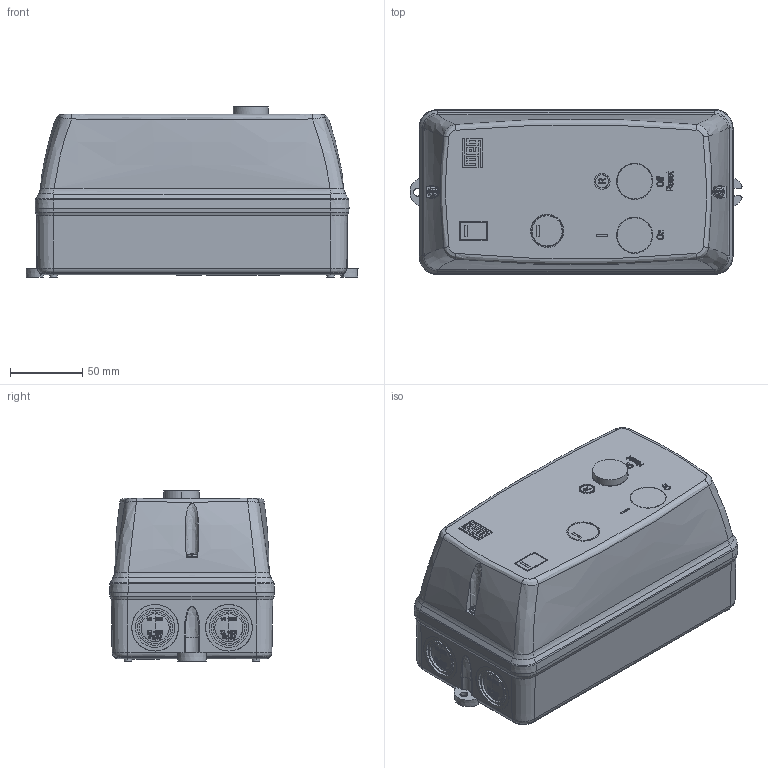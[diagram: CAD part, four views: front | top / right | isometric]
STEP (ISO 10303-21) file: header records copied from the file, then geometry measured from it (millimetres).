
FILE_DESCRIPTION (( 'STEP AP203' ), '1' );
FILE_NAME ('PESW-B38V24AX-R69.step', '2020-08-11T11:47:30', ( '' ), ( '' ), 'SwSTEP 2.0', 'SolidWorks 2019', '' );
FILE_SCHEMA (( 'CONFIG_CONTROL_DESIGN' ));
Products named in the file (1): PESW-B38V24AX-R69
Bounding box: 229.43 x 114.01 x 117.5 mm (x, y, z)
Volume: 2456797.9 mm3; surface area: 166516.5 mm2
Topology: 6 solids, 6 shells, 2728 faces, 7233 edges, 4784 vertices
Faces by surface type: plane 1421, bspline 1049, sphere 108, cylinder 77, cone 69, torus 4
Entity records: 145479 total; most frequent: CARTESIAN_POINT 86025, ORIENTED_EDGE 14454, DIRECTION 8478, EDGE_CURVE 7227, VERTEX_POINT 4784, LINE 3516, VECTOR 3516, EDGE_LOOP 3007
